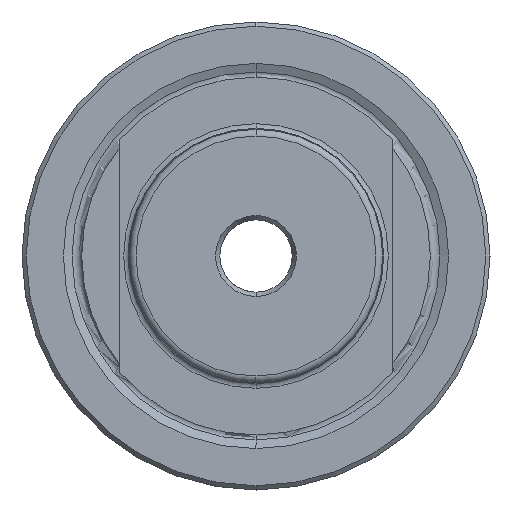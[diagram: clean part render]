
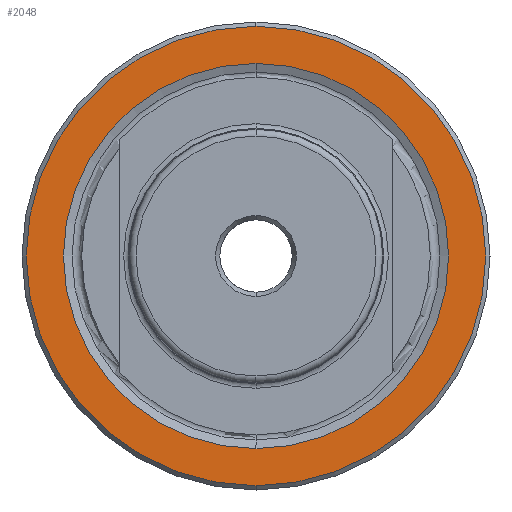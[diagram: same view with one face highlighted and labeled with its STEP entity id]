
A CAD part, left-side view. The second image highlights one B-rep face of the part: STEP entity #2048.
In plain terms, the highlighted planar face has unit normal (-1, 0, 0).
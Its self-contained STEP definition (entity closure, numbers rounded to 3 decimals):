
#62 = AXIS2_PLACEMENT_3D ( 'NONE', #2618, #2614, #2581 ) ;
#70 = VERTEX_POINT ( 'NONE', #3711 ) ;
#192 = CIRCLE ( 'NONE', #62, 22.632 ) ;
#255 = DIRECTION ( 'NONE',  ( 0., 0., -1. ) ) ;
#426 = DIRECTION ( 'NONE',  ( -1., 0., 0. ) ) ;
#554 = VERTEX_POINT ( 'NONE', #3686 ) ;
#578 = ORIENTED_EDGE ( 'NONE', *, *, #2926, .T. ) ;
#583 = ORIENTED_EDGE ( 'NONE', *, *, #2133, .T. ) ;
#773 = VERTEX_POINT ( 'NONE', #1227 ) ;
#868 = EDGE_LOOP ( 'NONE', ( #578, #583 ) ) ;
#1080 = VERTEX_POINT ( 'NONE', #1542 ) ;
#1227 = CARTESIAN_POINT ( 'NONE',  ( 30., 0., 22.632 ) ) ;
#1527 = ORIENTED_EDGE ( 'NONE', *, *, #4193, .F. ) ;
#1542 = CARTESIAN_POINT ( 'NONE',  ( 30., 0., -22.632 ) ) ;
#1665 = CIRCLE ( 'NONE', #4039, 27. ) ;
#1743 = CIRCLE ( 'NONE', #2684, 22.632 ) ;
#2048 = ADVANCED_FACE ( 'NONE', ( #2946, #2956 ), #4208, .F. ) ;
#2133 = EDGE_CURVE ( 'NONE', #554, #70, #2732, .T. ) ;
#2581 = DIRECTION ( 'NONE',  ( 0., 0., 1. ) ) ;
#2614 = DIRECTION ( 'NONE',  ( -1., 0., 0. ) ) ;
#2618 = CARTESIAN_POINT ( 'NONE',  ( 30., 0., 0. ) ) ;
#2684 = AXIS2_PLACEMENT_3D ( 'NONE', #4286, #426, #4276 ) ;
#2713 = AXIS2_PLACEMENT_3D ( 'NONE', #3189, #3204, #3212 ) ;
#2732 = CIRCLE ( 'NONE', #2713, 27. ) ;
#2874 = EDGE_CURVE ( 'NONE', #773, #1080, #1743, .T. ) ;
#2926 = EDGE_CURVE ( 'NONE', #70, #554, #1665, .T. ) ;
#2946 = FACE_BOUND ( 'NONE', #3357, .T. ) ;
#2956 = FACE_OUTER_BOUND ( 'NONE', #868, .T. ) ;
#2959 = AXIS2_PLACEMENT_3D ( 'NONE', #4201, #4347, #255 ) ;
#2996 = DIRECTION ( 'NONE',  ( -1., 0., 0. ) ) ;
#3010 = DIRECTION ( 'NONE',  ( 0., 0., 1. ) ) ;
#3117 = ORIENTED_EDGE ( 'NONE', *, *, #2874, .F. ) ;
#3189 = CARTESIAN_POINT ( 'NONE',  ( 30., 0., 0. ) ) ;
#3204 = DIRECTION ( 'NONE',  ( -1., 0., 0. ) ) ;
#3212 = DIRECTION ( 'NONE',  ( 0., 0., 1. ) ) ;
#3357 = EDGE_LOOP ( 'NONE', ( #3117, #1527 ) ) ;
#3686 = CARTESIAN_POINT ( 'NONE',  ( 30., 0., 27. ) ) ;
#3711 = CARTESIAN_POINT ( 'NONE',  ( 30., 0., -27. ) ) ;
#4039 = AXIS2_PLACEMENT_3D ( 'NONE', #4087, #2996, #3010 ) ;
#4087 = CARTESIAN_POINT ( 'NONE',  ( 30., 0., 0. ) ) ;
#4193 = EDGE_CURVE ( 'NONE', #1080, #773, #192, .T. ) ;
#4201 = CARTESIAN_POINT ( 'NONE',  ( 30., 0., 22.632 ) ) ;
#4208 = PLANE ( 'NONE',  #2959 ) ;
#4276 = DIRECTION ( 'NONE',  ( 0., 0., 1. ) ) ;
#4286 = CARTESIAN_POINT ( 'NONE',  ( 30., 0., 0. ) ) ;
#4347 = DIRECTION ( 'NONE',  ( 1., 0., 0. ) ) ;
